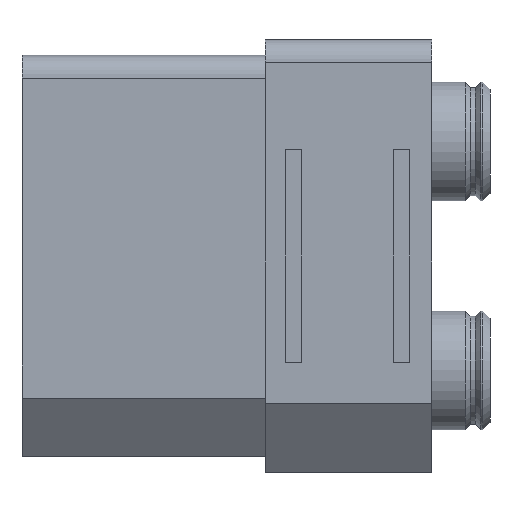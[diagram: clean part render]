
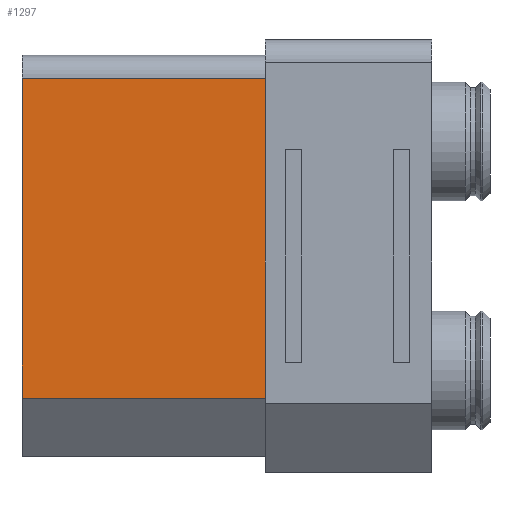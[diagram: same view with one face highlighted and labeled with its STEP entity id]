
A CAD part, left-side view. The second image highlights one B-rep face of the part: STEP entity #1297.
In plain terms, the highlighted planar face has unit normal (-1, 0, 0).
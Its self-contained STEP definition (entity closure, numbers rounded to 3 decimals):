
#49 = AXIS2_PLACEMENT_3D ( 'NONE', #1971, #2212, #2770 ) ;
#87 = EDGE_CURVE ( 'NONE', #204, #685, #2262, .T. ) ;
#204 = VERTEX_POINT ( 'NONE', #417 ) ;
#232 = VERTEX_POINT ( 'NONE', #1881 ) ;
#239 = CARTESIAN_POINT ( 'NONE',  ( -4.2, 22.5, 8.55 ) ) ;
#338 = DIRECTION ( 'NONE',  ( 0., 0., 1. ) ) ;
#417 = CARTESIAN_POINT ( 'NONE',  ( -4.2, 10.8, 8.55 ) ) ;
#685 = VERTEX_POINT ( 'NONE', #239 ) ;
#1003 = LINE ( 'NONE', #2719, #1751 ) ;
#1062 = EDGE_LOOP ( 'NONE', ( #1499, #1466, #2495, #2682 ) ) ;
#1198 = CARTESIAN_POINT ( 'NONE',  ( -4.2, 10.8, -6.831 ) ) ;
#1297 = ADVANCED_FACE ( 'NONE', ( #1955 ), #3357, .T. ) ;
#1404 = CARTESIAN_POINT ( 'NONE',  ( -4.2, 10.8, 8.55 ) ) ;
#1441 = DIRECTION ( 'NONE',  ( 0., 0., 1. ) ) ;
#1466 = ORIENTED_EDGE ( 'NONE', *, *, #2312, .F. ) ;
#1499 = ORIENTED_EDGE ( 'NONE', *, *, #3499, .F. ) ;
#1745 = VECTOR ( 'NONE', #338, 1000. ) ;
#1751 = VECTOR ( 'NONE', #2416, 1000. ) ;
#1754 = DIRECTION ( 'NONE',  ( 0., 1., 0. ) ) ;
#1881 = CARTESIAN_POINT ( 'NONE',  ( -4.2, 22.5, -6.831 ) ) ;
#1955 = FACE_OUTER_BOUND ( 'NONE', #1062, .T. ) ;
#1971 = CARTESIAN_POINT ( 'NONE',  ( -4.2, 10.8, -6.831 ) ) ;
#1989 = CARTESIAN_POINT ( 'NONE',  ( -4.2, 10.8, -6.831 ) ) ;
#2208 = VECTOR ( 'NONE', #1441, 1000. ) ;
#2212 = DIRECTION ( 'NONE',  ( -1., 0., 0. ) ) ;
#2262 = LINE ( 'NONE', #1404, #2871 ) ;
#2312 = EDGE_CURVE ( 'NONE', #3462, #232, #1003, .T. ) ;
#2416 = DIRECTION ( 'NONE',  ( 0., 1., 0. ) ) ;
#2495 = ORIENTED_EDGE ( 'NONE', *, *, #2623, .T. ) ;
#2623 = EDGE_CURVE ( 'NONE', #3462, #204, #2850, .T. ) ;
#2682 = ORIENTED_EDGE ( 'NONE', *, *, #87, .T. ) ;
#2719 = CARTESIAN_POINT ( 'NONE',  ( -4.2, 10.8, -6.831 ) ) ;
#2770 = DIRECTION ( 'NONE',  ( 0., 0., 1. ) ) ;
#2836 = CARTESIAN_POINT ( 'NONE',  ( -4.2, 22.5, -6.831 ) ) ;
#2850 = LINE ( 'NONE', #1198, #2208 ) ;
#2871 = VECTOR ( 'NONE', #1754, 1000. ) ;
#3111 = LINE ( 'NONE', #2836, #1745 ) ;
#3357 = PLANE ( 'NONE',  #49 ) ;
#3462 = VERTEX_POINT ( 'NONE', #1989 ) ;
#3499 = EDGE_CURVE ( 'NONE', #232, #685, #3111, .T. ) ;
